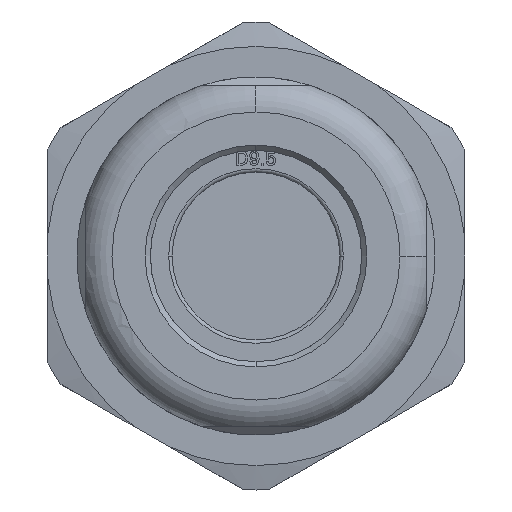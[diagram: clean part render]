
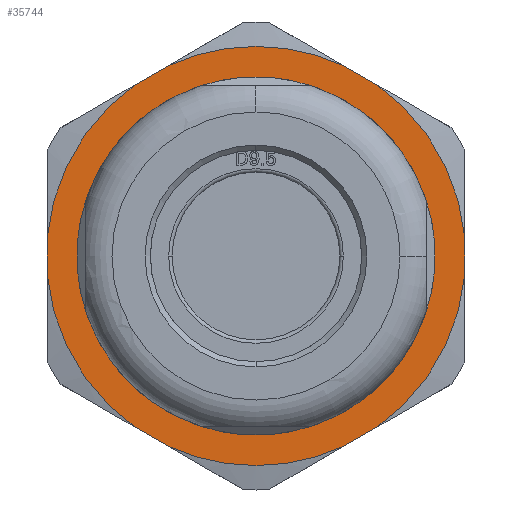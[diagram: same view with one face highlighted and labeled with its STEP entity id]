
A CAD part, front view. The second image highlights one B-rep face of the part: STEP entity #35744.
In plain terms, the highlighted planar face has unit normal (0, -1, 0).
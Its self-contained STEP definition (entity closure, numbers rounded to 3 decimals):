
#12133=DIRECTION('',(0.,0.,1.));
#12134=VECTOR('',#12133,2.189);
#12135=CARTESIAN_POINT('',(-11.95,-19.25,-1.094));
#12136=LINE('',#12135,#12134);
#12203=CARTESIAN_POINT('',(0.,-19.25,0.));
#12204=DIRECTION('',(0.,-1.,0.));
#12205=DIRECTION('',(0.577,0.,-0.817));
#12206=AXIS2_PLACEMENT_3D('',#12203,#12204,#12205);
#12208=DIRECTION('',(0.866,0.,0.5));
#12209=VECTOR('',#12208,2.189);
#12210=CARTESIAN_POINT('',(5.027,-19.25,-10.896));
#12211=LINE('',#12210,#12209);
#12212=CARTESIAN_POINT('',(0.,-19.25,0.));
#12213=DIRECTION('',(0.,-1.,0.));
#12214=DIRECTION('',(0.,0.,-1.));
#12215=AXIS2_PLACEMENT_3D('',#12212,#12213,#12214);
#12217=CARTESIAN_POINT('',(0.,-19.25,0.));
#12218=DIRECTION('',(0.,-1.,0.));
#12219=DIRECTION('',(-0.419,0.,-0.908));
#12220=AXIS2_PLACEMENT_3D('',#12217,#12218,#12219);
#12222=DIRECTION('',(0.866,0.,-0.5));
#12223=VECTOR('',#12222,2.189);
#12224=CARTESIAN_POINT('',(-6.923,-19.25,-9.802));
#12225=LINE('',#12224,#12223);
#12226=CARTESIAN_POINT('',(0.,-19.25,0.));
#12227=DIRECTION('',(0.,-1.,0.));
#12228=DIRECTION('',(-0.996,0.,-0.091));
#12229=AXIS2_PLACEMENT_3D('',#12226,#12227,#12228);
#12231=CARTESIAN_POINT('',(0.,-19.25,0.));
#12232=DIRECTION('',(0.,-1.,0.));
#12233=DIRECTION('',(-0.577,0.,0.817));
#12234=AXIS2_PLACEMENT_3D('',#12231,#12232,#12233);
#12236=DIRECTION('',(-0.866,0.,-0.5));
#12237=VECTOR('',#12236,2.189);
#12238=CARTESIAN_POINT('',(-5.027,-19.25,10.896));
#12239=LINE('',#12238,#12237);
#12240=CARTESIAN_POINT('',(0.,-19.25,0.));
#12241=DIRECTION('',(0.,-1.,0.));
#12242=DIRECTION('',(0.,0.,1.));
#12243=AXIS2_PLACEMENT_3D('',#12240,#12241,#12242);
#12245=CARTESIAN_POINT('',(0.,-19.25,0.));
#12246=DIRECTION('',(0.,-1.,0.));
#12247=DIRECTION('',(0.419,0.,0.908));
#12248=AXIS2_PLACEMENT_3D('',#12245,#12246,#12247);
#12250=DIRECTION('',(-0.866,0.,0.5));
#12251=VECTOR('',#12250,2.189);
#12252=CARTESIAN_POINT('',(6.923,-19.25,9.802));
#12253=LINE('',#12252,#12251);
#12254=CARTESIAN_POINT('',(0.,-19.25,0.));
#12255=DIRECTION('',(0.,-1.,0.));
#12256=DIRECTION('',(0.996,0.,0.091));
#12257=AXIS2_PLACEMENT_3D('',#12254,#12255,#12256);
#12259=CARTESIAN_POINT('',(0.,-19.25,0.));
#12260=DIRECTION('',(0.,1.,0.));
#12261=DIRECTION('',(1.,0.,0.));
#12262=AXIS2_PLACEMENT_3D('',#12259,#12260,#12261);
#12264=CARTESIAN_POINT('',(0.,-19.25,0.));
#12265=DIRECTION('',(0.,1.,0.));
#12266=DIRECTION('',(-1.,0.,0.));
#12267=AXIS2_PLACEMENT_3D('',#12264,#12265,#12266);
#12276=DIRECTION('',(0.,0.,-1.));
#12277=VECTOR('',#12276,2.189);
#12278=CARTESIAN_POINT('',(11.95,-19.25,1.094));
#12279=LINE('',#12278,#12277);
#15929=CARTESIAN_POINT('',(6.923,-19.25,-9.802));
#15930=CARTESIAN_POINT('',(11.95,-19.25,-1.094));
#15931=VERTEX_POINT('',#15929);
#15932=VERTEX_POINT('',#15930);
#15933=CARTESIAN_POINT('',(5.027,-19.25,-10.896));
#15934=VERTEX_POINT('',#15933);
#15935=CARTESIAN_POINT('',(0.,-19.25,-12.));
#15936=VERTEX_POINT('',#15935);
#15937=CARTESIAN_POINT('',(-5.027,-19.25,-10.896));
#15938=VERTEX_POINT('',#15937);
#15939=CARTESIAN_POINT('',(-6.923,-19.25,-9.802));
#15940=VERTEX_POINT('',#15939);
#15941=CARTESIAN_POINT('',(-11.95,-19.25,-1.094));
#15942=VERTEX_POINT('',#15941);
#15943=CARTESIAN_POINT('',(-11.95,-19.25,1.094));
#15944=VERTEX_POINT('',#15943);
#15945=CARTESIAN_POINT('',(-6.923,-19.25,9.802));
#15946=VERTEX_POINT('',#15945);
#15947=CARTESIAN_POINT('',(-5.027,-19.25,10.896));
#15948=VERTEX_POINT('',#15947);
#15949=CARTESIAN_POINT('',(0.,-19.25,12.));
#15950=VERTEX_POINT('',#15949);
#15951=CARTESIAN_POINT('',(5.027,-19.25,10.896));
#15952=VERTEX_POINT('',#15951);
#15953=CARTESIAN_POINT('',(6.923,-19.25,9.802));
#15954=VERTEX_POINT('',#15953);
#15955=CARTESIAN_POINT('',(11.95,-19.25,1.094));
#15956=VERTEX_POINT('',#15955);
#17629=CARTESIAN_POINT('',(10.25,-19.25,0.));
#17630=CARTESIAN_POINT('',(-10.25,-19.25,0.));
#17631=VERTEX_POINT('',#17629);
#17632=VERTEX_POINT('',#17630);
#35710=CARTESIAN_POINT('',(0.,-19.25,0.));
#35711=DIRECTION('',(0.,-1.,0.));
#35712=DIRECTION('',(0.,0.,-1.));
#35713=AXIS2_PLACEMENT_3D('',#35710,#35711,#35712);
#35714=PLANE('',#35713);
#35716=ORIENTED_EDGE('',*,*,#35715,.T.);
#35718=ORIENTED_EDGE('',*,*,#35717,.F.);
#35720=ORIENTED_EDGE('',*,*,#35719,.F.);
#35722=ORIENTED_EDGE('',*,*,#35721,.F.);
#35724=ORIENTED_EDGE('',*,*,#35723,.F.);
#35725=ORIENTED_EDGE('',*,*,#35564,.F.);
#35726=ORIENTED_EDGE('',*,*,#35592,.F.);
#35727=ORIENTED_EDGE('',*,*,#35619,.T.);
#35728=ORIENTED_EDGE('',*,*,#35646,.F.);
#35729=ORIENTED_EDGE('',*,*,#35673,.F.);
#35730=ORIENTED_EDGE('',*,*,#35696,.F.);
#35731=ORIENTED_EDGE('',*,*,#35705,.F.);
#35733=ORIENTED_EDGE('',*,*,#35732,.F.);
#35735=ORIENTED_EDGE('',*,*,#35734,.F.);
#35736=EDGE_LOOP('',(#35716,#35718,#35720,#35722,#35724,#35725,#35726,#35727,
#35728,#35729,#35730,#35731,#35733,#35735));
#35737=FACE_OUTER_BOUND('',#35736,.F.);
#35739=ORIENTED_EDGE('',*,*,#35738,.F.);
#35741=ORIENTED_EDGE('',*,*,#35740,.F.);
#35742=EDGE_LOOP('',(#35739,#35741));
#35743=FACE_BOUND('',#35742,.F.);
#35744=ADVANCED_FACE('',(#35737,#35743),#35714,.T.);
#12207=CIRCLE('',#12206,12.);
#12216=CIRCLE('',#12215,12.);
#12221=CIRCLE('',#12220,12.);
#12230=CIRCLE('',#12229,12.);
#12235=CIRCLE('',#12234,12.);
#12244=CIRCLE('',#12243,12.);
#12249=CIRCLE('',#12248,12.);
#12258=CIRCLE('',#12257,12.);
#12263=CIRCLE('',#12262,10.25);
#12268=CIRCLE('',#12267,10.25);
#35564=EDGE_CURVE('',#15940,#15938,#12225,.T.);
#35592=EDGE_CURVE('',#15942,#15940,#12230,.T.);
#35619=EDGE_CURVE('',#15942,#15944,#12136,.T.);
#35646=EDGE_CURVE('',#15946,#15944,#12235,.T.);
#35673=EDGE_CURVE('',#15948,#15946,#12239,.T.);
#35696=EDGE_CURVE('',#15950,#15948,#12244,.T.);
#35705=EDGE_CURVE('',#15952,#15950,#12249,.T.);
#35715=EDGE_CURVE('',#15956,#15932,#12279,.T.);
#35717=EDGE_CURVE('',#15931,#15932,#12207,.T.);
#35719=EDGE_CURVE('',#15934,#15931,#12211,.T.);
#35721=EDGE_CURVE('',#15936,#15934,#12216,.T.);
#35723=EDGE_CURVE('',#15938,#15936,#12221,.T.);
#35732=EDGE_CURVE('',#15954,#15952,#12253,.T.);
#35734=EDGE_CURVE('',#15956,#15954,#12258,.T.);
#35738=EDGE_CURVE('',#17631,#17632,#12263,.T.);
#35740=EDGE_CURVE('',#17632,#17631,#12268,.T.);
